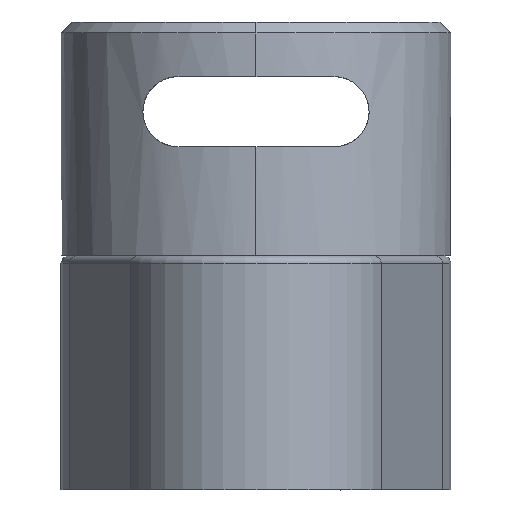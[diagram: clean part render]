
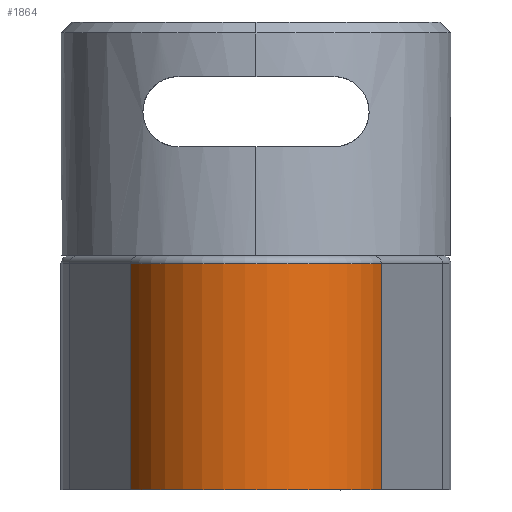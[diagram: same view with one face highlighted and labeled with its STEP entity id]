
A CAD part, front view. The second image highlights one B-rep face of the part: STEP entity #1864.
In plain terms, the highlighted cylindrical face has radius 2.134 mm (diameter 4.267 mm), a partial arc.
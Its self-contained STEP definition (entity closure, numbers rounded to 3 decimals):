
#1561=CARTESIAN_POINT('',(-2.041,-4.202,3.683));
#1562=VERTEX_POINT('',#1561);
#1595=CARTESIAN_POINT('',(2.041,-4.202,3.683));
#1596=VERTEX_POINT('',#1595);
#1606=CARTESIAN_POINT('',(0.,-3.581,3.683));
#1607=DIRECTION('',(0.0,0.0,1.0));
#1608=DIRECTION('',(0.0,-1.0,0.0));
#1609=AXIS2_PLACEMENT_3D('',#1606,#1607,#1608);
#1610=CIRCLE('',#1609,2.134);
#1611=EDGE_CURVE('',#1562,#1596,#1610,.T.);
#1822=CARTESIAN_POINT('',(2.041,-4.202,0.));
#1823=VERTEX_POINT('',#1822);
#1824=CARTESIAN_POINT('',(2.041,-4.202,0.));
#1825=DIRECTION('',(0.0,0.0,1.0));
#1826=VECTOR('',#1825,3.683);
#1827=LINE('',#1824,#1826);
#1828=EDGE_CURVE('',#1823,#1596,#1827,.T.);
#1840=CARTESIAN_POINT('',(0.,-3.581,0.));
#1841=DIRECTION('',(0.0,0.0,1.0));
#1842=DIRECTION('',(0.0,-1.0,0.0));
#1843=AXIS2_PLACEMENT_3D('',#1840,#1841,#1842);
#1844=CYLINDRICAL_SURFACE('',#1843,2.134);
#1845=ORIENTED_EDGE('',*,*,#1611,.F.);
#1846=CARTESIAN_POINT('',(-2.041,-4.202,0.));
#1847=VERTEX_POINT('',#1846);
#1848=CARTESIAN_POINT('',(-2.041,-4.202,0.));
#1849=DIRECTION('',(0.0,0.0,1.0));
#1850=VECTOR('',#1849,3.683);
#1851=LINE('',#1848,#1850);
#1852=EDGE_CURVE('',#1847,#1562,#1851,.T.);
#1853=ORIENTED_EDGE('',*,*,#1852,.F.);
#1854=CARTESIAN_POINT('',(0.,-3.581,0.));
#1855=DIRECTION('',(0.0,0.0,1.0));
#1856=DIRECTION('',(0.0,-1.0,0.0));
#1857=AXIS2_PLACEMENT_3D('',#1854,#1855,#1856);
#1858=CIRCLE('',#1857,2.134);
#1859=EDGE_CURVE('',#1847,#1823,#1858,.T.);
#1860=ORIENTED_EDGE('',*,*,#1859,.T.);
#1861=ORIENTED_EDGE('',*,*,#1828,.T.);
#1862=EDGE_LOOP('',(#1845,#1853,#1860,#1861));
#1863=FACE_OUTER_BOUND('',#1862,.T.);
#1864=ADVANCED_FACE('',(#1863),#1844,.T.);
